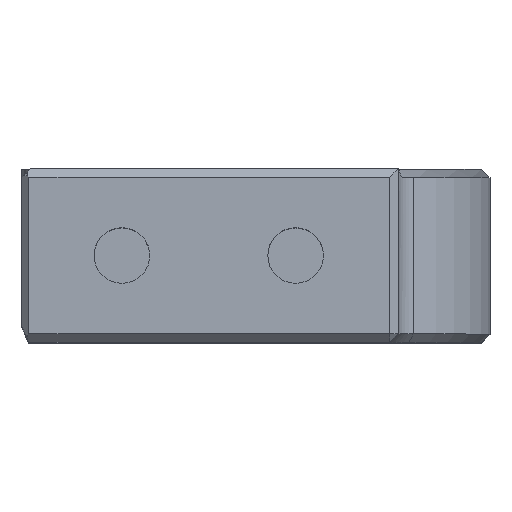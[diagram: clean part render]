
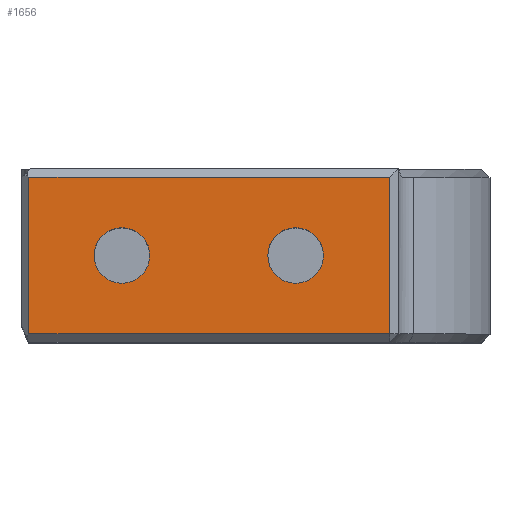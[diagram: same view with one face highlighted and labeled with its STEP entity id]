
A CAD part, top view. The second image highlights one B-rep face of the part: STEP entity #1656.
In plain terms, the highlighted planar face has unit normal (0, 0, 1).
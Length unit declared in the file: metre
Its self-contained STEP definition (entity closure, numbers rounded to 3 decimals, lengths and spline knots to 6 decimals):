
#54=LINE('',#2521,#226);
#55=LINE('',#2524,#227);
#56=LINE('',#2526,#228);
#57=LINE('',#2528,#229);
#226=VECTOR('',#2008,1.);
#227=VECTOR('',#2009,1.);
#228=VECTOR('',#2010,1.);
#229=VECTOR('',#2011,1.);
#381=PLANE('',#1794);
#491=ORIENTED_EDGE('',*,*,#952,.F.);
#492=ORIENTED_EDGE('',*,*,#953,.T.);
#493=ORIENTED_EDGE('',*,*,#954,.T.);
#494=ORIENTED_EDGE('',*,*,#955,.T.);
#495=ORIENTED_EDGE('',*,*,#956,.T.);
#496=ORIENTED_EDGE('',*,*,#957,.T.);
#952=EDGE_CURVE('',#1182,#1183,#54,.T.);
#953=EDGE_CURVE('',#1182,#1184,#55,.T.);
#954=EDGE_CURVE('',#1184,#1185,#56,.T.);
#955=EDGE_CURVE('',#1185,#1183,#57,.T.);
#956=EDGE_CURVE('',#1186,#1186,#1308,.T.);
#957=EDGE_CURVE('',#1187,#1187,#1309,.T.);
#1182=VERTEX_POINT('',#2522);
#1183=VERTEX_POINT('',#2523);
#1184=VERTEX_POINT('',#2525);
#1185=VERTEX_POINT('',#2527);
#1186=VERTEX_POINT('',#2530);
#1187=VERTEX_POINT('',#2532);
#1308=CIRCLE('',#1795,0.0016);
#1309=CIRCLE('',#1796,0.0016);
#1359=EDGE_LOOP('',(#491,#492,#493,#494));
#1360=EDGE_LOOP('',(#495));
#1361=EDGE_LOOP('',(#496));
#1501=FACE_BOUND('',#1359,.T.);
#1502=FACE_BOUND('',#1360,.T.);
#1503=FACE_BOUND('',#1361,.T.);
#1656=ADVANCED_FACE('',(#1501,#1502,#1503),#381,.T.);
#1794=AXIS2_PLACEMENT_3D('',#2520,#2006,#2007);
#1795=AXIS2_PLACEMENT_3D('',#2529,#2012,#2013);
#1796=AXIS2_PLACEMENT_3D('',#2531,#2014,#2015);
#2006=DIRECTION('',(0.,0.,1.));
#2007=DIRECTION('',(-1.,0.,0.));
#2008=DIRECTION('',(0.,1.,0.));
#2009=DIRECTION('',(1.,0.,0.));
#2010=DIRECTION('',(0.,1.,0.));
#2011=DIRECTION('',(-1.,0.,0.));
#2012=DIRECTION('',(0.,0.,-1.));
#2013=DIRECTION('',(0.,-1.,0.));
#2014=DIRECTION('',(0.,0.,-1.));
#2015=DIRECTION('',(0.,-1.,0.));
#2520=CARTESIAN_POINT('',(0.056045,0.22605,0.0128));
#2521=CARTESIAN_POINT('',(-0.010055,0.22605,0.0128));
#2522=CARTESIAN_POINT('',(-0.010055,0.22255,0.0128));
#2523=CARTESIAN_POINT('',(-0.010055,0.23155,0.0128));
#2524=CARTESIAN_POINT('',(0.011206,0.22255,0.0128));
#2525=CARTESIAN_POINT('',(0.010706,0.22255,0.0128));
#2526=CARTESIAN_POINT('',(0.010706,0.23205,0.0128));
#2527=CARTESIAN_POINT('',(0.010706,0.23155,0.0128));
#2528=CARTESIAN_POINT('',(0.056045,0.23155,0.0128));
#2529=CARTESIAN_POINT('',(0.005295,0.22705,0.0128));
#2530=CARTESIAN_POINT('',(0.005295,0.22545,0.0128));
#2531=CARTESIAN_POINT('',(-0.004705,0.22705,0.0128));
#2532=CARTESIAN_POINT('',(-0.004705,0.22545,0.0128));
